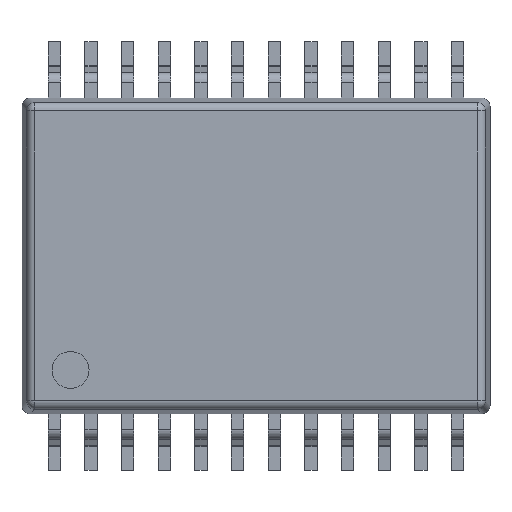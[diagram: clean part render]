
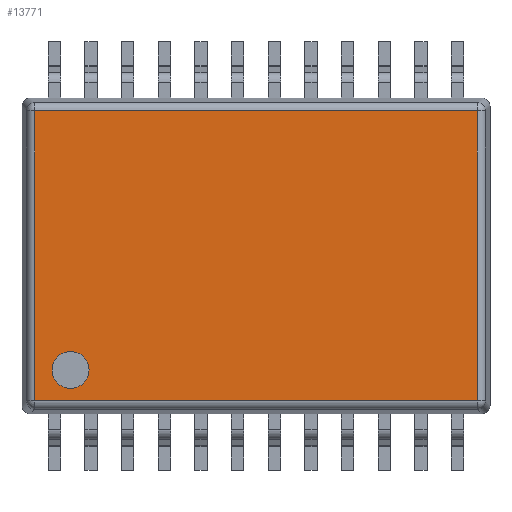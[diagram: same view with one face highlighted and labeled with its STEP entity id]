
A CAD part, top view. The second image highlights one B-rep face of the part: STEP entity #13771.
In plain terms, the highlighted planar face has unit normal (0, 0, 1).
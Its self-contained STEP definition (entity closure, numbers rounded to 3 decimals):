
#306 = VERTEX_POINT ( 'NONE', #5034 ) ;
#825 = EDGE_CURVE ( 'NONE', #4471, #14237, #900, .T. ) ;
#900 = LINE ( 'NONE', #5689, #13811 ) ;
#1050 = DIRECTION ( 'NONE',  ( 1., 0., 0. ) ) ;
#1262 = DIRECTION ( 'NONE',  ( 0., -1., 0. ) ) ;
#1301 = VECTOR ( 'NONE', #1262, 1000. ) ;
#1370 = CARTESIAN_POINT ( 'NONE',  ( -3.289, -2.024, 1.6 ) ) ;
#1437 = LINE ( 'NONE', #6905, #8195 ) ;
#1629 = CARTESIAN_POINT ( 'NONE',  ( 3.921, -2.571, 1.6 ) ) ;
#1743 = EDGE_CURVE ( 'NONE', #8958, #13966, #4320, .T. ) ;
#1936 = LINE ( 'NONE', #6507, #11325 ) ;
#2205 = CARTESIAN_POINT ( 'NONE',  ( 0., 0., 1.6 ) ) ;
#2456 = EDGE_CURVE ( 'NONE', #3986, #4471, #8277, .T. ) ;
#2492 = DIRECTION ( 'NONE',  ( 0., 1., 0. ) ) ;
#3027 = ORIENTED_EDGE ( 'NONE', *, *, #4150, .T. ) ;
#3104 = CIRCLE ( 'NONE', #10034, 0.328 ) ;
#3455 = DIRECTION ( 'NONE',  ( 0., 1., 0. ) ) ;
#3537 = DIRECTION ( 'NONE',  ( 0., 0., 1. ) ) ;
#3986 = VERTEX_POINT ( 'NONE', #11854 ) ;
#4150 = EDGE_CURVE ( 'NONE', #14237, #306, #1437, .T. ) ;
#4320 = CIRCLE ( 'NONE', #10776, 0.328 ) ;
#4471 = VERTEX_POINT ( 'NONE', #8358 ) ;
#4584 = CARTESIAN_POINT ( 'NONE',  ( -3.289, -2.024, 1.6 ) ) ;
#4900 = AXIS2_PLACEMENT_3D ( 'NONE', #2205, #3537, #6996 ) ;
#4955 = DIRECTION ( 'NONE',  ( 0., 1., 0. ) ) ;
#5034 = CARTESIAN_POINT ( 'NONE',  ( 3.921, 2.571, 1.6 ) ) ;
#5309 = DIRECTION ( 'NONE',  ( -1., 0., 0. ) ) ;
#5417 = FACE_OUTER_BOUND ( 'NONE', #11058, .T. ) ;
#5569 = FACE_BOUND ( 'NONE', #7961, .T. ) ;
#5689 = CARTESIAN_POINT ( 'NONE',  ( 0., -2.571, 1.6 ) ) ;
#6507 = CARTESIAN_POINT ( 'NONE',  ( 0., 2.571, 1.6 ) ) ;
#6544 = EDGE_CURVE ( 'NONE', #13966, #8958, #3104, .T. ) ;
#6705 = ORIENTED_EDGE ( 'NONE', *, *, #825, .T. ) ;
#6905 = CARTESIAN_POINT ( 'NONE',  ( 3.921, 0., 1.6 ) ) ;
#6996 = DIRECTION ( 'NONE',  ( 1., 0., 0. ) ) ;
#7961 = EDGE_LOOP ( 'NONE', ( #13428, #9974 ) ) ;
#8132 = CARTESIAN_POINT ( 'NONE',  ( -3.921, 0., 1.6 ) ) ;
#8195 = VECTOR ( 'NONE', #4955, 1000. ) ;
#8207 = CARTESIAN_POINT ( 'NONE',  ( -3.289, -2.352, 1.6 ) ) ;
#8277 = LINE ( 'NONE', #8132, #1301 ) ;
#8358 = CARTESIAN_POINT ( 'NONE',  ( -3.921, -2.571, 1.6 ) ) ;
#8935 = ORIENTED_EDGE ( 'NONE', *, *, #11688, .T. ) ;
#8958 = VERTEX_POINT ( 'NONE', #8207 ) ;
#9974 = ORIENTED_EDGE ( 'NONE', *, *, #1743, .F. ) ;
#10034 = AXIS2_PLACEMENT_3D ( 'NONE', #4584, #13699, #3455 ) ;
#10119 = PLANE ( 'NONE',  #4900 ) ;
#10776 = AXIS2_PLACEMENT_3D ( 'NONE', #1370, #12718, #2492 ) ;
#11058 = EDGE_LOOP ( 'NONE', ( #6705, #3027, #8935, #11748 ) ) ;
#11325 = VECTOR ( 'NONE', #5309, 1000. ) ;
#11688 = EDGE_CURVE ( 'NONE', #306, #3986, #1936, .T. ) ;
#11748 = ORIENTED_EDGE ( 'NONE', *, *, #2456, .T. ) ;
#11854 = CARTESIAN_POINT ( 'NONE',  ( -3.921, 2.571, 1.6 ) ) ;
#12124 = CARTESIAN_POINT ( 'NONE',  ( -3.289, -1.697, 1.6 ) ) ;
#12718 = DIRECTION ( 'NONE',  ( 0., 0., 1. ) ) ;
#13428 = ORIENTED_EDGE ( 'NONE', *, *, #6544, .F. ) ;
#13699 = DIRECTION ( 'NONE',  ( 0., 0., 1. ) ) ;
#13771 = ADVANCED_FACE ( 'NONE', ( #5417, #5569 ), #10119, .T. ) ;
#13811 = VECTOR ( 'NONE', #1050, 1000. ) ;
#13966 = VERTEX_POINT ( 'NONE', #12124 ) ;
#14237 = VERTEX_POINT ( 'NONE', #1629 ) ;
